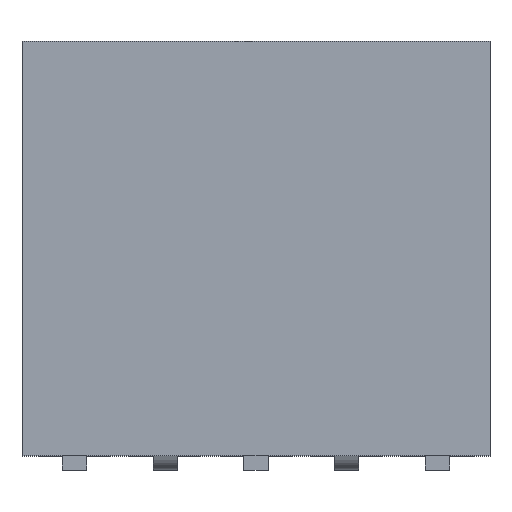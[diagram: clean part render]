
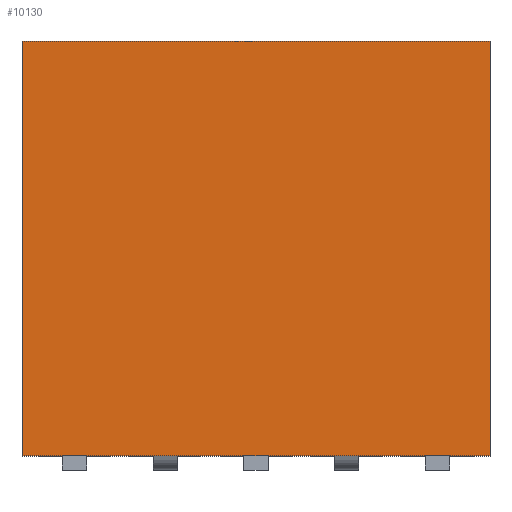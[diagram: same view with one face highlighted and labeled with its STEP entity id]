
A CAD part, top view. The second image highlights one B-rep face of the part: STEP entity #10130.
In plain terms, the highlighted planar face has unit normal (0, 0, 1).
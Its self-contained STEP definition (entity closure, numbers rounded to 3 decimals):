
#969=FACE_OUTER_BOUND('',#1580,.T.);
#1580=EDGE_LOOP('',(#9147,#9148,#9149,#9150));
#2710=LINE('',#21996,#3697);
#2761=LINE('',#22101,#3748);
#2917=LINE('',#22415,#3904);
#2918=LINE('',#22417,#3905);
#3697=VECTOR('',#13568,1.);
#3748=VECTOR('',#13645,1.);
#3904=VECTOR('',#13951,1.);
#3905=VECTOR('',#13954,1.);
#4657=VERTEX_POINT('',#21990);
#4659=VERTEX_POINT('',#21994);
#4698=VERTEX_POINT('',#22097);
#4700=VERTEX_POINT('',#22100);
#6032=EDGE_CURVE('',#4659,#4657,#2710,.T.);
#6083=EDGE_CURVE('',#4698,#4700,#2761,.T.);
#6239=EDGE_CURVE('',#4659,#4700,#2917,.T.);
#6240=EDGE_CURVE('',#4657,#4698,#2918,.T.);
#9147=ORIENTED_EDGE('',*,*,#6240,.F.);
#9148=ORIENTED_EDGE('',*,*,#6032,.F.);
#9149=ORIENTED_EDGE('',*,*,#6239,.T.);
#9150=ORIENTED_EDGE('',*,*,#6083,.F.);
#9534=PLANE('',#11094);
#10130=ADVANCED_FACE('',(#969),#9534,.T.);
#11094=AXIS2_PLACEMENT_3D('',#22416,#13952,#13953);
#13568=DIRECTION('',(-1.,0.,0.));
#13645=DIRECTION('',(1.,0.,0.));
#13951=DIRECTION('',(0.,1.,0.));
#13952=DIRECTION('center_axis',(0.,0.,1.));
#13953=DIRECTION('ref_axis',(-1.,0.,0.));
#13954=DIRECTION('',(0.,1.,0.));
#21990=CARTESIAN_POINT('',(0.,0.,0.));
#21994=CARTESIAN_POINT('',(6.55,0.,0.));
#21996=CARTESIAN_POINT('',(6.55,0.,0.));
#22097=CARTESIAN_POINT('',(0.,5.8,0.));
#22100=CARTESIAN_POINT('',(6.55,5.8,0.));
#22101=CARTESIAN_POINT('',(0.,5.8,0.));
#22415=CARTESIAN_POINT('',(6.55,0.,0.));
#22416=CARTESIAN_POINT('Origin',(2.005,2.9,0.));
#22417=CARTESIAN_POINT('',(0.,0.,0.));
